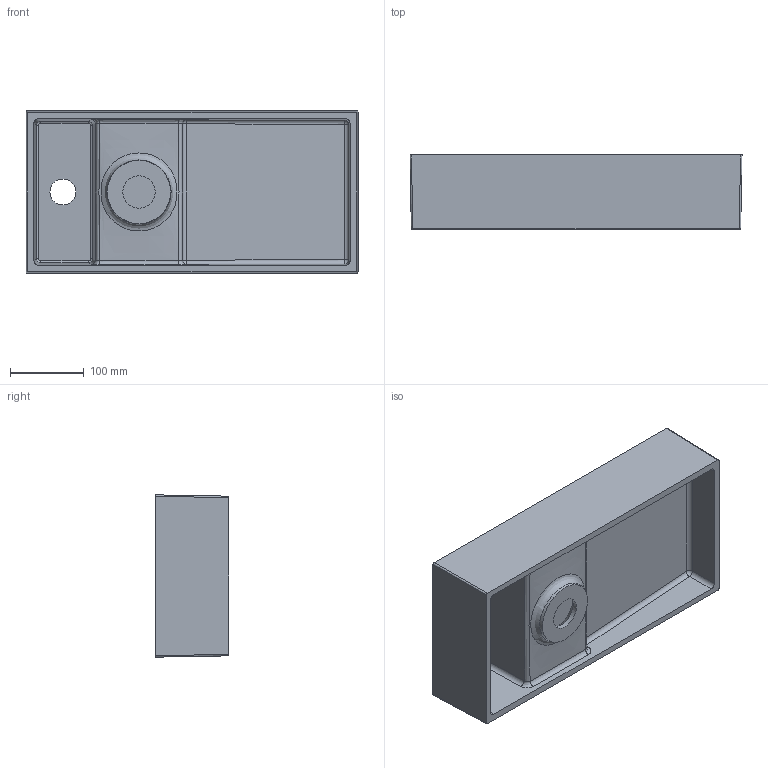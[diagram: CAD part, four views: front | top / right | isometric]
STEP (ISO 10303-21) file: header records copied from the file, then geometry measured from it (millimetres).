
FILE_DESCRIPTION (( 'STEP AP214' ), '1' );
FILE_NAME ('Toni 450.STEP', '2023-06-23T11:34:35', ( 'User Windows' ), ( '' ), 'SwSTEP 2.0', 'SolidWorks 2020', '' );
FILE_SCHEMA (( 'AUTOMOTIVE_DESIGN' ));
Length unit declared in the file: millimetre
Products named in the file (1): Toni 450
Bounding box: 450 x 100 x 220 mm (x, y, z)
Volume: 2601060.9 mm3; surface area: 499637.1 mm2
Topology: 2 solids, 2 shells, 120 faces, 280 edges, 166 vertices
Faces by surface type: cylinder 40, bspline 37, plane 30, cone 6, sphere 4, torus 3
Full cylindrical faces by diameter (mm): 35 x1, 45 x1
Entity records: 11750 total; most frequent: CARTESIAN_POINT 9422, ORIENTED_EDGE 500, DIRECTION 408, EDGE_CURVE 250, VERTEX_POINT 156, AXIS2_PLACEMENT_3D 156, EDGE_LOOP 146, FACE_OUTER_BOUND 130
